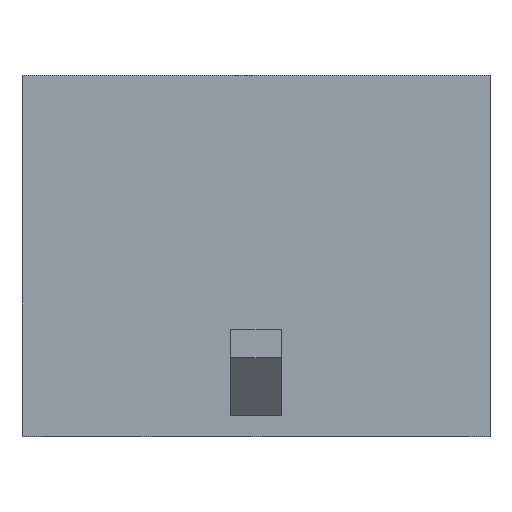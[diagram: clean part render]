
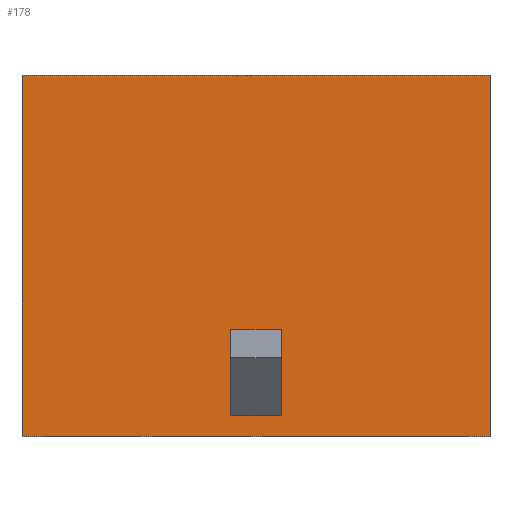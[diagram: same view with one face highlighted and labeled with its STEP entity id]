
A CAD part, top view. The second image highlights one B-rep face of the part: STEP entity #178.
In plain terms, the highlighted planar face has unit normal (0, 0, 1).
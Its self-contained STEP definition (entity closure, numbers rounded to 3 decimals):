
#178=ADVANCED_FACE('',(#366,#367),#274,.T.);
#274=PLANE('',#1944);
#366=FACE_BOUND('',#401,.T.);
#367=FACE_BOUND('',#402,.T.);
#401=EDGE_LOOP('',(#600,#601,#602,#603));
#402=EDGE_LOOP('',(#604,#605,#606,#607));
#600=ORIENTED_EDGE('',*,*,#1271,.T.);
#601=ORIENTED_EDGE('',*,*,#1193,.T.);
#602=ORIENTED_EDGE('',*,*,#1272,.T.);
#603=ORIENTED_EDGE('',*,*,#1273,.T.);
#604=ORIENTED_EDGE('',*,*,#1274,.T.);
#605=ORIENTED_EDGE('',*,*,#1275,.T.);
#606=ORIENTED_EDGE('',*,*,#1276,.F.);
#607=ORIENTED_EDGE('',*,*,#1277,.F.);
#1023=VERTEX_POINT('',#2515);
#1024=VERTEX_POINT('',#2517);
#1086=VERTEX_POINT('',#2808);
#1087=VERTEX_POINT('',#2810);
#1088=VERTEX_POINT('',#2813);
#1089=VERTEX_POINT('',#2814);
#1090=VERTEX_POINT('',#2816);
#1091=VERTEX_POINT('',#2818);
#1193=EDGE_CURVE('',#1024,#1023,#1451,.T.);
#1271=EDGE_CURVE('',#1086,#1024,#1507,.T.);
#1272=EDGE_CURVE('',#1023,#1087,#1508,.T.);
#1273=EDGE_CURVE('',#1087,#1086,#1509,.T.);
#1274=EDGE_CURVE('',#1088,#1089,#1510,.T.);
#1275=EDGE_CURVE('',#1089,#1090,#1511,.T.);
#1276=EDGE_CURVE('',#1091,#1090,#1512,.T.);
#1277=EDGE_CURVE('',#1088,#1091,#1513,.T.);
#1451=LINE('',#2516,#1687);
#1507=LINE('',#2807,#1743);
#1508=LINE('',#2809,#1744);
#1509=LINE('',#2811,#1745);
#1510=LINE('',#2812,#1746);
#1511=LINE('',#2815,#1747);
#1512=LINE('',#2817,#1748);
#1513=LINE('',#2819,#1749);
#1687=VECTOR('',#2041,1.);
#1743=VECTOR('',#2151,1.);
#1744=VECTOR('',#2152,1.);
#1745=VECTOR('',#2153,1.);
#1746=VECTOR('',#2154,1.);
#1747=VECTOR('',#2155,1.);
#1748=VECTOR('',#2156,1.);
#1749=VECTOR('',#2157,1.);
#1944=AXIS2_PLACEMENT_3D('',#2820,#2158,#2159);
#2041=DIRECTION('',(1.,0.,0.));
#2151=DIRECTION('',(0.,-1.,0.));
#2152=DIRECTION('',(0.,1.,0.));
#2153=DIRECTION('',(-1.,0.,0.));
#2154=DIRECTION('',(-1.,0.,0.));
#2155=DIRECTION('',(0.,1.,0.));
#2156=DIRECTION('',(-1.,0.,0.));
#2157=DIRECTION('',(0.,1.,0.));
#2158=DIRECTION('',(0.,0.,1.));
#2159=DIRECTION('',(1.,0.,0.));
#2515=CARTESIAN_POINT('',(6.425,-4.955,3.86));
#2516=CARTESIAN_POINT('',(-6.425,-4.955,3.86));
#2517=CARTESIAN_POINT('',(-6.425,-4.955,3.86));
#2807=CARTESIAN_POINT('',(-6.425,4.955,3.86));
#2808=CARTESIAN_POINT('',(-6.425,4.955,3.86));
#2809=CARTESIAN_POINT('',(6.425,-4.955,3.86));
#2810=CARTESIAN_POINT('',(6.425,4.955,3.86));
#2811=CARTESIAN_POINT('',(6.425,4.955,3.86));
#2812=CARTESIAN_POINT('',(0.7,-4.395,3.86));
#2813=CARTESIAN_POINT('',(0.7,-4.395,3.86));
#2814=CARTESIAN_POINT('',(-0.7,-4.395,3.86));
#2815=CARTESIAN_POINT('',(-0.7,-4.395,3.86));
#2816=CARTESIAN_POINT('',(-0.7,-2.035,3.86));
#2817=CARTESIAN_POINT('',(0.7,-2.035,3.86));
#2818=CARTESIAN_POINT('',(0.7,-2.035,3.86));
#2819=CARTESIAN_POINT('',(0.7,-4.395,3.86));
#2820=CARTESIAN_POINT('',(0.,0.,3.86));
